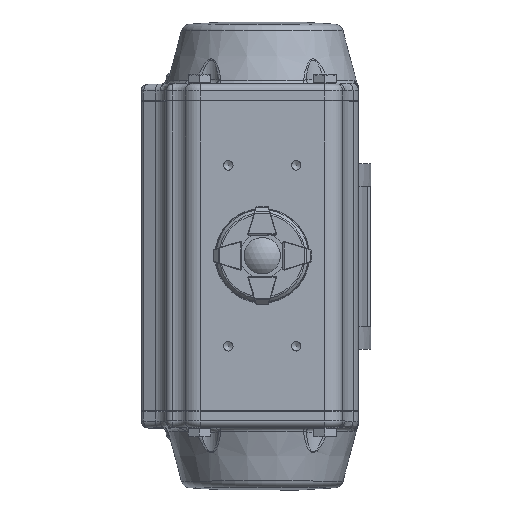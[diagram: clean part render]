
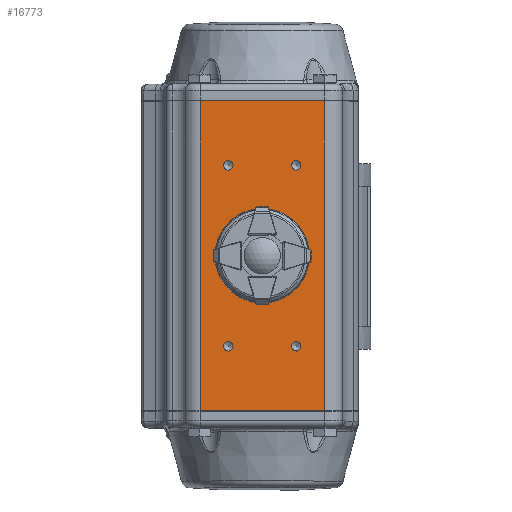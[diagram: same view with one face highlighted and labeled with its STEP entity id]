
A CAD part, top view. The second image highlights one B-rep face of the part: STEP entity #16773.
In plain terms, the highlighted face is planar.
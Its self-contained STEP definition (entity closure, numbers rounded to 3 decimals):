
#755=PLANE('',#18442);
#1934=LINE('',#31542,#2886);
#1949=LINE('',#31615,#2901);
#1964=LINE('',#31678,#2916);
#1965=LINE('',#31680,#2917);
#2886=VECTOR('',#22224,1000.);
#2901=VECTOR('',#22283,1000.);
#2916=VECTOR('',#22340,1000.);
#2917=VECTOR('',#22343,1000.);
#6698=ORIENTED_EDGE('',*,*,#9047,.F.);
#6699=ORIENTED_EDGE('',*,*,#9115,.F.);
#6700=ORIENTED_EDGE('',*,*,#9083,.T.);
#6701=ORIENTED_EDGE('',*,*,#9116,.T.);
#6702=ORIENTED_EDGE('',*,*,#8709,.T.);
#6703=ORIENTED_EDGE('',*,*,#8701,.F.);
#6704=ORIENTED_EDGE('',*,*,#8703,.F.);
#6705=ORIENTED_EDGE('',*,*,#8705,.F.);
#6706=ORIENTED_EDGE('',*,*,#8707,.F.);
#8701=EDGE_CURVE('',#10377,#10377,#11329,.T.);
#8703=EDGE_CURVE('',#10380,#10380,#11331,.T.);
#8705=EDGE_CURVE('',#10383,#10383,#11333,.T.);
#8707=EDGE_CURVE('',#10386,#10386,#11335,.T.);
#8709=EDGE_CURVE('',#10388,#10388,#11337,.T.);
#9047=EDGE_CURVE('',#10597,#10598,#1934,.T.);
#9083=EDGE_CURVE('',#10634,#10633,#1949,.T.);
#9115=EDGE_CURVE('',#10634,#10597,#1964,.T.);
#9116=EDGE_CURVE('',#10633,#10598,#1965,.T.);
#10377=VERTEX_POINT('',#28906);
#10380=VERTEX_POINT('',#28913);
#10383=VERTEX_POINT('',#28920);
#10386=VERTEX_POINT('',#28927);
#10388=VERTEX_POINT('',#28932);
#10597=VERTEX_POINT('',#31541);
#10598=VERTEX_POINT('',#31543);
#10633=VERTEX_POINT('',#31614);
#10634=VERTEX_POINT('',#31616);
#11329=CIRCLE('',#18066,2.1);
#11331=CIRCLE('',#18070,2.1);
#11333=CIRCLE('',#18074,2.1);
#11335=CIRCLE('',#18078,2.1);
#11337=CIRCLE('',#18081,15.8);
#12637=EDGE_LOOP('',(#6698,#6699,#6700,#6701));
#12638=EDGE_LOOP('',(#6702));
#12639=EDGE_LOOP('',(#6703));
#12640=EDGE_LOOP('',(#6704));
#12641=EDGE_LOOP('',(#6705));
#12642=EDGE_LOOP('',(#6706));
#13809=FACE_BOUND('',#12637,.T.);
#13810=FACE_BOUND('',#12638,.T.);
#13811=FACE_BOUND('',#12639,.T.);
#13812=FACE_BOUND('',#12640,.T.);
#13813=FACE_BOUND('',#12641,.T.);
#13814=FACE_BOUND('',#12642,.T.);
#16773=ADVANCED_FACE('',(#13809,#13810,#13811,#13812,#13813,#13814),#755,
 .T.);
#18066=AXIS2_PLACEMENT_3D('',#28905,#21518,#21519);
#18070=AXIS2_PLACEMENT_3D('',#28912,#21526,#21527);
#18074=AXIS2_PLACEMENT_3D('',#28919,#21534,#21535);
#18078=AXIS2_PLACEMENT_3D('',#28926,#21542,#21543);
#18081=AXIS2_PLACEMENT_3D('',#28931,#21548,#21549);
#18442=AXIS2_PLACEMENT_3D('',#31814,#22481,#22482);
#21518=DIRECTION('',(0.,1.,0.));
#21519=DIRECTION('',(0.,0.,1.));
#21526=DIRECTION('',(0.,1.,0.));
#21527=DIRECTION('',(0.,0.,1.));
#21534=DIRECTION('',(0.,1.,0.));
#21535=DIRECTION('',(0.,0.,1.));
#21542=DIRECTION('',(0.,1.,0.));
#21543=DIRECTION('',(0.,0.,1.));
#21548=DIRECTION('',(0.,-1.,0.));
#21549=DIRECTION('',(-1.,0.,0.));
#22224=DIRECTION('',(1.,0.,0.));
#22283=DIRECTION('',(1.,0.,0.));
#22340=DIRECTION('',(0.,0.,-1.));
#22343=DIRECTION('',(0.,0.,-1.));
#22481=DIRECTION('',(0.,1.,0.));
#22482=DIRECTION('',(1.,0.,0.));
#28905=CARTESIAN_POINT('',(15.,51.,40.));
#28906=CARTESIAN_POINT('',(15.,51.,42.1));
#28912=CARTESIAN_POINT('',(-15.,51.,40.));
#28913=CARTESIAN_POINT('',(-15.,51.,42.1));
#28919=CARTESIAN_POINT('',(15.,51.,-40.));
#28920=CARTESIAN_POINT('',(15.,51.,-37.9));
#28926=CARTESIAN_POINT('',(-15.,51.,-40.));
#28927=CARTESIAN_POINT('',(-15.,51.,-37.9));
#28931=CARTESIAN_POINT('',(0.,51.,0.));
#28932=CARTESIAN_POINT('',(-15.8,51.,0.));
#31541=CARTESIAN_POINT('',(-27.474,51.,-68.5));
#31542=CARTESIAN_POINT('',(-27.474,51.,-68.5));
#31543=CARTESIAN_POINT('',(27.474,51.,-68.5));
#31614=CARTESIAN_POINT('',(27.474,51.,68.5));
#31615=CARTESIAN_POINT('',(-27.474,51.,68.5));
#31616=CARTESIAN_POINT('',(-27.474,51.,68.5));
#31678=CARTESIAN_POINT('',(-27.474,51.,68.5));
#31680=CARTESIAN_POINT('',(27.474,51.,68.5));
#31814=CARTESIAN_POINT('',(-27.474,51.,68.5));
